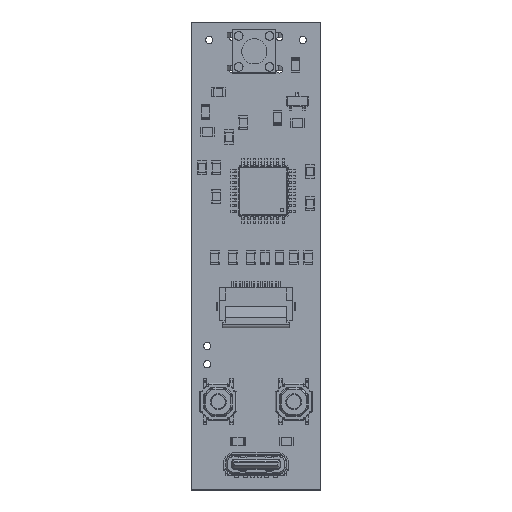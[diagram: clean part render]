
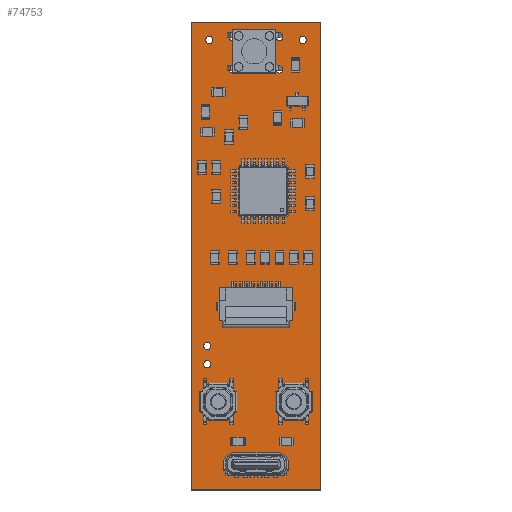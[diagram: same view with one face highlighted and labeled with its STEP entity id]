
A CAD part, top view. The second image highlights one B-rep face of the part: STEP entity #74753.
In plain terms, the highlighted planar face has unit normal (0, 0, 1).
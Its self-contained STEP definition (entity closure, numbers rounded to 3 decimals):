
#74481 = VERTEX_POINT('',#74482);
#74482 = CARTESIAN_POINT('',(9.,-32.5,1.6));
#74488 = EDGE_CURVE('',#74481,#74489,#74491,.T.);
#74489 = VERTEX_POINT('',#74490);
#74490 = CARTESIAN_POINT('',(-9.,-32.5,1.6));
#74491 = LINE('',#74492,#74493);
#74492 = CARTESIAN_POINT('',(9.,-32.5,1.6));
#74493 = VECTOR('',#74494,1.);
#74494 = DIRECTION('',(-1.,0.,0.));
#74521 = VERTEX_POINT('',#74522);
#74522 = CARTESIAN_POINT('',(9.,32.5,1.6));
#74528 = EDGE_CURVE('',#74521,#74481,#74529,.T.);
#74529 = LINE('',#74530,#74531);
#74530 = CARTESIAN_POINT('',(9.,32.5,1.6));
#74531 = VECTOR('',#74532,1.);
#74532 = DIRECTION('',(0.,-1.,0.));
#74550 = EDGE_CURVE('',#74489,#74551,#74553,.T.);
#74551 = VERTEX_POINT('',#74552);
#74552 = CARTESIAN_POINT('',(-9.,32.5,1.6));
#74553 = LINE('',#74554,#74555);
#74554 = CARTESIAN_POINT('',(-9.,-32.5,1.6));
#74555 = VECTOR('',#74556,1.);
#74556 = DIRECTION('',(0.,1.,0.));
#74753 = ADVANCED_FACE('',(#74754,#74765,#74801,#74812,#74823,#74859,
    #74870,#74881,#74892,#74903,#74914),#74925,.T.);
#74754 = FACE_BOUND('',#74755,.T.);
#74755 = EDGE_LOOP('',(#74756,#74757,#74758,#74764));
#74756 = ORIENTED_EDGE('',*,*,#74488,.F.);
#74757 = ORIENTED_EDGE('',*,*,#74528,.F.);
#74758 = ORIENTED_EDGE('',*,*,#74759,.F.);
#74759 = EDGE_CURVE('',#74551,#74521,#74760,.T.);
#74760 = LINE('',#74761,#74762);
#74761 = CARTESIAN_POINT('',(-9.,32.5,1.6));
#74762 = VECTOR('',#74763,1.);
#74763 = DIRECTION('',(1.,0.,0.));
#74764 = ORIENTED_EDGE('',*,*,#74550,.F.);
#74765 = FACE_BOUND('',#74766,.T.);
#74766 = EDGE_LOOP('',(#74767,#74778,#74786,#74795));
#74767 = ORIENTED_EDGE('',*,*,#74768,.T.);
#74768 = EDGE_CURVE('',#74769,#74771,#74773,.T.);
#74769 = VERTEX_POINT('',#74770);
#74770 = CARTESIAN_POINT('',(-4.52,-28.9,1.6));
#74771 = VERTEX_POINT('',#74772);
#74772 = CARTESIAN_POINT('',(-4.02,-28.9,1.6));
#74773 = CIRCLE('',#74774,0.25);
#74774 = AXIS2_PLACEMENT_3D('',#74775,#74776,#74777);
#74775 = CARTESIAN_POINT('',(-4.27,-28.9,1.6));
#74776 = DIRECTION('',(0.,-0.,-1.));
#74777 = DIRECTION('',(1.,0.,-0.));
#74778 = ORIENTED_EDGE('',*,*,#74779,.T.);
#74779 = EDGE_CURVE('',#74771,#74780,#74782,.T.);
#74780 = VERTEX_POINT('',#74781);
#74781 = CARTESIAN_POINT('',(-4.02,-29.6,1.6));
#74782 = LINE('',#74783,#74784);
#74783 = CARTESIAN_POINT('',(-4.02,-14.8,1.6));
#74784 = VECTOR('',#74785,1.);
#74785 = DIRECTION('',(0.,-1.,0.));
#74786 = ORIENTED_EDGE('',*,*,#74787,.T.);
#74787 = EDGE_CURVE('',#74780,#74788,#74790,.T.);
#74788 = VERTEX_POINT('',#74789);
#74789 = CARTESIAN_POINT('',(-4.52,-29.6,1.6));
#74790 = CIRCLE('',#74791,0.25);
#74791 = AXIS2_PLACEMENT_3D('',#74792,#74793,#74794);
#74792 = CARTESIAN_POINT('',(-4.27,-29.6,1.6));
#74793 = DIRECTION('',(-0.,0.,-1.));
#74794 = DIRECTION('',(-1.,0.,0.));
#74795 = ORIENTED_EDGE('',*,*,#74796,.T.);
#74796 = EDGE_CURVE('',#74788,#74769,#74797,.T.);
#74797 = LINE('',#74798,#74799);
#74798 = CARTESIAN_POINT('',(-4.52,-14.45,1.6));
#74799 = VECTOR('',#74800,1.);
#74800 = DIRECTION('',(-0.,1.,0.));
#74801 = FACE_BOUND('',#74802,.T.);
#74802 = EDGE_LOOP('',(#74803));
#74803 = ORIENTED_EDGE('',*,*,#74804,.T.);
#74804 = EDGE_CURVE('',#74805,#74805,#74807,.T.);
#74805 = VERTEX_POINT('',#74806);
#74806 = CARTESIAN_POINT('',(-6.775,-15.54,1.6));
#74807 = CIRCLE('',#74808,0.5);
#74808 = AXIS2_PLACEMENT_3D('',#74809,#74810,#74811);
#74809 = CARTESIAN_POINT('',(-6.775,-15.04,1.6));
#74810 = DIRECTION('',(-0.,0.,-1.));
#74811 = DIRECTION('',(-0.,-1.,0.));
#74812 = FACE_BOUND('',#74813,.T.);
#74813 = EDGE_LOOP('',(#74814));
#74814 = ORIENTED_EDGE('',*,*,#74815,.T.);
#74815 = EDGE_CURVE('',#74816,#74816,#74818,.T.);
#74816 = VERTEX_POINT('',#74817);
#74817 = CARTESIAN_POINT('',(-6.775,-13.,1.6));
#74818 = CIRCLE('',#74819,0.5);
#74819 = AXIS2_PLACEMENT_3D('',#74820,#74821,#74822);
#74820 = CARTESIAN_POINT('',(-6.775,-12.5,1.6));
#74821 = DIRECTION('',(-0.,0.,-1.));
#74822 = DIRECTION('',(-0.,-1.,0.));
#74823 = FACE_BOUND('',#74824,.T.);
#74824 = EDGE_LOOP('',(#74825,#74836,#74844,#74853));
#74825 = ORIENTED_EDGE('',*,*,#74826,.T.);
#74826 = EDGE_CURVE('',#74827,#74829,#74831,.T.);
#74827 = VERTEX_POINT('',#74828);
#74828 = CARTESIAN_POINT('',(4.02,-28.9,1.6));
#74829 = VERTEX_POINT('',#74830);
#74830 = CARTESIAN_POINT('',(4.52,-28.9,1.6));
#74831 = CIRCLE('',#74832,0.25);
#74832 = AXIS2_PLACEMENT_3D('',#74833,#74834,#74835);
#74833 = CARTESIAN_POINT('',(4.27,-28.9,1.6));
#74834 = DIRECTION('',(0.,-0.,-1.));
#74835 = DIRECTION('',(1.,0.,-0.));
#74836 = ORIENTED_EDGE('',*,*,#74837,.T.);
#74837 = EDGE_CURVE('',#74829,#74838,#74840,.T.);
#74838 = VERTEX_POINT('',#74839);
#74839 = CARTESIAN_POINT('',(4.52,-29.6,1.6));
#74840 = LINE('',#74841,#74842);
#74841 = CARTESIAN_POINT('',(4.52,-14.8,1.6));
#74842 = VECTOR('',#74843,1.);
#74843 = DIRECTION('',(0.,-1.,0.));
#74844 = ORIENTED_EDGE('',*,*,#74845,.T.);
#74845 = EDGE_CURVE('',#74838,#74846,#74848,.T.);
#74846 = VERTEX_POINT('',#74847);
#74847 = CARTESIAN_POINT('',(4.02,-29.6,1.6));
#74848 = CIRCLE('',#74849,0.25);
#74849 = AXIS2_PLACEMENT_3D('',#74850,#74851,#74852);
#74850 = CARTESIAN_POINT('',(4.27,-29.6,1.6));
#74851 = DIRECTION('',(-0.,0.,-1.));
#74852 = DIRECTION('',(-1.,0.,0.));
#74853 = ORIENTED_EDGE('',*,*,#74854,.T.);
#74854 = EDGE_CURVE('',#74846,#74827,#74855,.T.);
#74855 = LINE('',#74856,#74857);
#74856 = CARTESIAN_POINT('',(4.02,-14.45,1.6));
#74857 = VECTOR('',#74858,1.);
#74858 = DIRECTION('',(-0.,1.,0.));
#74859 = FACE_BOUND('',#74860,.T.);
#74860 = EDGE_LOOP('',(#74861));
#74861 = ORIENTED_EDGE('',*,*,#74862,.T.);
#74862 = EDGE_CURVE('',#74863,#74863,#74865,.T.);
#74863 = VERTEX_POINT('',#74864);
#74864 = CARTESIAN_POINT('',(-6.5,29.5,1.6));
#74865 = CIRCLE('',#74866,0.5);
#74866 = AXIS2_PLACEMENT_3D('',#74867,#74868,#74869);
#74867 = CARTESIAN_POINT('',(-6.5,30.,1.6));
#74868 = DIRECTION('',(-0.,0.,-1.));
#74869 = DIRECTION('',(-0.,-1.,0.));
#74870 = FACE_BOUND('',#74871,.T.);
#74871 = EDGE_LOOP('',(#74872));
#74872 = ORIENTED_EDGE('',*,*,#74873,.T.);
#74873 = EDGE_CURVE('',#74874,#74874,#74876,.T.);
#74874 = VERTEX_POINT('',#74875);
#74875 = CARTESIAN_POINT('',(-3.25,25.413,1.6));
#74876 = CIRCLE('',#74877,0.5);
#74877 = AXIS2_PLACEMENT_3D('',#74878,#74879,#74880);
#74878 = CARTESIAN_POINT('',(-3.25,25.913,1.6));
#74879 = DIRECTION('',(-0.,0.,-1.));
#74880 = DIRECTION('',(-0.,-1.,0.));
#74881 = FACE_BOUND('',#74882,.T.);
#74882 = EDGE_LOOP('',(#74883));
#74883 = ORIENTED_EDGE('',*,*,#74884,.T.);
#74884 = EDGE_CURVE('',#74885,#74885,#74887,.T.);
#74885 = VERTEX_POINT('',#74886);
#74886 = CARTESIAN_POINT('',(-3.25,29.913,1.6));
#74887 = CIRCLE('',#74888,0.5);
#74888 = AXIS2_PLACEMENT_3D('',#74889,#74890,#74891);
#74889 = CARTESIAN_POINT('',(-3.25,30.413,1.6));
#74890 = DIRECTION('',(-0.,0.,-1.));
#74891 = DIRECTION('',(-0.,-1.,0.));
#74892 = FACE_BOUND('',#74893,.T.);
#74893 = EDGE_LOOP('',(#74894));
#74894 = ORIENTED_EDGE('',*,*,#74895,.T.);
#74895 = EDGE_CURVE('',#74896,#74896,#74898,.T.);
#74896 = VERTEX_POINT('',#74897);
#74897 = CARTESIAN_POINT('',(3.25,25.413,1.6));
#74898 = CIRCLE('',#74899,0.5);
#74899 = AXIS2_PLACEMENT_3D('',#74900,#74901,#74902);
#74900 = CARTESIAN_POINT('',(3.25,25.913,1.6));
#74901 = DIRECTION('',(-0.,0.,-1.));
#74902 = DIRECTION('',(-0.,-1.,0.));
#74903 = FACE_BOUND('',#74904,.T.);
#74904 = EDGE_LOOP('',(#74905));
#74905 = ORIENTED_EDGE('',*,*,#74906,.T.);
#74906 = EDGE_CURVE('',#74907,#74907,#74909,.T.);
#74907 = VERTEX_POINT('',#74908);
#74908 = CARTESIAN_POINT('',(3.25,29.913,1.6));
#74909 = CIRCLE('',#74910,0.5);
#74910 = AXIS2_PLACEMENT_3D('',#74911,#74912,#74913);
#74911 = CARTESIAN_POINT('',(3.25,30.413,1.6));
#74912 = DIRECTION('',(-0.,0.,-1.));
#74913 = DIRECTION('',(-0.,-1.,0.));
#74914 = FACE_BOUND('',#74915,.T.);
#74915 = EDGE_LOOP('',(#74916));
#74916 = ORIENTED_EDGE('',*,*,#74917,.T.);
#74917 = EDGE_CURVE('',#74918,#74918,#74920,.T.);
#74918 = VERTEX_POINT('',#74919);
#74919 = CARTESIAN_POINT('',(6.5,29.5,1.6));
#74920 = CIRCLE('',#74921,0.5);
#74921 = AXIS2_PLACEMENT_3D('',#74922,#74923,#74924);
#74922 = CARTESIAN_POINT('',(6.5,30.,1.6));
#74923 = DIRECTION('',(-0.,0.,-1.));
#74924 = DIRECTION('',(-0.,-1.,0.));
#74925 = PLANE('',#74926);
#74926 = AXIS2_PLACEMENT_3D('',#74927,#74928,#74929);
#74927 = CARTESIAN_POINT('',(0.,0.,1.6));
#74928 = DIRECTION('',(0.,0.,1.));
#74929 = DIRECTION('',(1.,0.,-0.));
